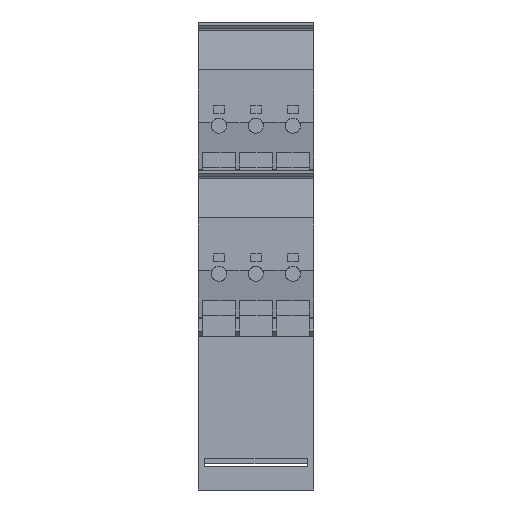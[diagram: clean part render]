
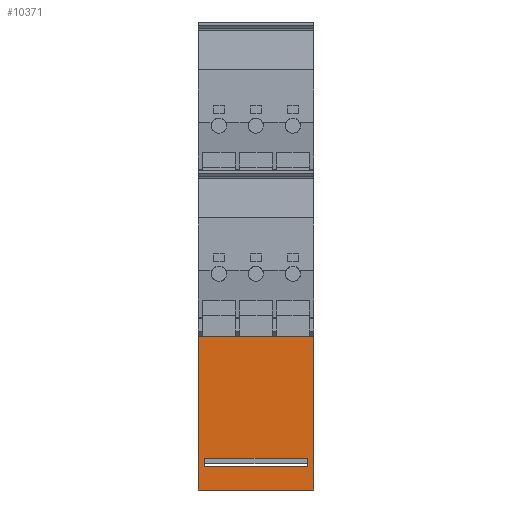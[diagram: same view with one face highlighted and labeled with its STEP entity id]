
A CAD part, front view. The second image highlights one B-rep face of the part: STEP entity #10371.
In plain terms, the highlighted planar face has unit normal (0, -1, 0).
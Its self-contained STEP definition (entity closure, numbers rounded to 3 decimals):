
#9338=FACE_BOUND('',#13682,.T.);
#9339=FACE_BOUND('',#13683,.T.);
#10371=ADVANCED_FACE('NONE',(#9338,#9339),#11559,.T.);
#11559=PLANE('',#32469);
#13682=EDGE_LOOP('',(#15866,#15867,#15868,#15869));
#13683=EDGE_LOOP('',(#15870,#15871,#15872,#15873));
#15866=ORIENTED_EDGE('',*,*,#24620,.T.);
#15867=ORIENTED_EDGE('',*,*,#24613,.F.);
#15868=ORIENTED_EDGE('',*,*,#24582,.F.);
#15869=ORIENTED_EDGE('',*,*,#24621,.T.);
#15870=ORIENTED_EDGE('',*,*,#24372,.F.);
#15871=ORIENTED_EDGE('',*,*,#24364,.F.);
#15872=ORIENTED_EDGE('',*,*,#24359,.F.);
#15873=ORIENTED_EDGE('',*,*,#24622,.F.);
#21969=VERTEX_POINT('',#40111);
#21970=VERTEX_POINT('',#40113);
#21973=VERTEX_POINT('',#40122);
#21974=VERTEX_POINT('',#40126);
#22124=VERTEX_POINT('',#40562);
#22125=VERTEX_POINT('',#40563);
#22144=VERTEX_POINT('',#40623);
#22148=VERTEX_POINT('',#40635);
#24359=EDGE_CURVE('NONE',#21969,#21970,#27677,.T.);
#24364=EDGE_CURVE('NONE',#21970,#21973,#27681,.T.);
#24372=EDGE_CURVE('NONE',#21973,#21974,#27688,.T.);
#24582=EDGE_CURVE('NONE',#22124,#22125,#27886,.T.);
#24613=EDGE_CURVE('NONE',#22125,#22144,#27917,.T.);
#24620=EDGE_CURVE('NONE',#22148,#22144,#27923,.T.);
#24621=EDGE_CURVE('NONE',#22124,#22148,#27924,.T.);
#24622=EDGE_CURVE('NONE',#21974,#21969,#27925,.T.);
#27677=LINE('',#40112,#30100);
#27681=LINE('',#40121,#30104);
#27688=LINE('',#40135,#30111);
#27886=LINE('',#40561,#30309);
#27917=LINE('',#40622,#30340);
#27923=LINE('',#40634,#30346);
#27924=LINE('',#40636,#30347);
#27925=LINE('',#40637,#30348);
#30100=VECTOR('',#34526,1.);
#30104=VECTOR('',#34534,1.);
#30111=VECTOR('',#34545,1.);
#30309=VECTOR('',#34907,1.);
#30340=VECTOR('',#34958,1.);
#30346=VECTOR('',#34968,1.);
#30347=VECTOR('',#34969,1.);
#30348=VECTOR('',#34970,1.);
#32469=AXIS2_PLACEMENT_3D('',#40638,#34971,#34972);
#34526=DIRECTION('',(0.,0.,1.));
#34534=DIRECTION('',(-1.,0.,0.));
#34545=DIRECTION('',(0.,0.,-1.));
#34907=DIRECTION('',(1.,0.,0.));
#34958=DIRECTION('',(0.,0.,-1.));
#34968=DIRECTION('',(1.,0.,0.));
#34969=DIRECTION('',(0.,0.,-1.));
#34970=DIRECTION('',(1.,0.,0.));
#34971=DIRECTION('',(0.,-1.,0.));
#34972=DIRECTION('',(1.,0.,0.));
#40111=CARTESIAN_POINT('',(21.253,15.69,4.5));
#40112=CARTESIAN_POINT('',(21.253,15.69,29.9));
#40113=CARTESIAN_POINT('',(21.253,15.69,6.2));
#40121=CARTESIAN_POINT('',(0.,15.69,6.2));
#40122=CARTESIAN_POINT('',(1.253,15.69,6.2));
#40126=CARTESIAN_POINT('',(1.253,15.69,4.5));
#40135=CARTESIAN_POINT('',(1.253,15.69,29.9));
#40561=CARTESIAN_POINT('',(0.,15.69,29.9));
#40562=CARTESIAN_POINT('',(0.,15.69,29.9));
#40563=CARTESIAN_POINT('',(22.5,15.69,29.9));
#40622=CARTESIAN_POINT('',(22.5,15.69,29.9));
#40623=CARTESIAN_POINT('',(22.5,15.69,0.));
#40634=CARTESIAN_POINT('',(0.,15.69,0.));
#40635=CARTESIAN_POINT('',(0.,15.69,0.));
#40636=CARTESIAN_POINT('',(0.,15.69,29.9));
#40637=CARTESIAN_POINT('',(0.,15.69,4.5));
#40638=CARTESIAN_POINT('',(0.,15.69,29.9));
